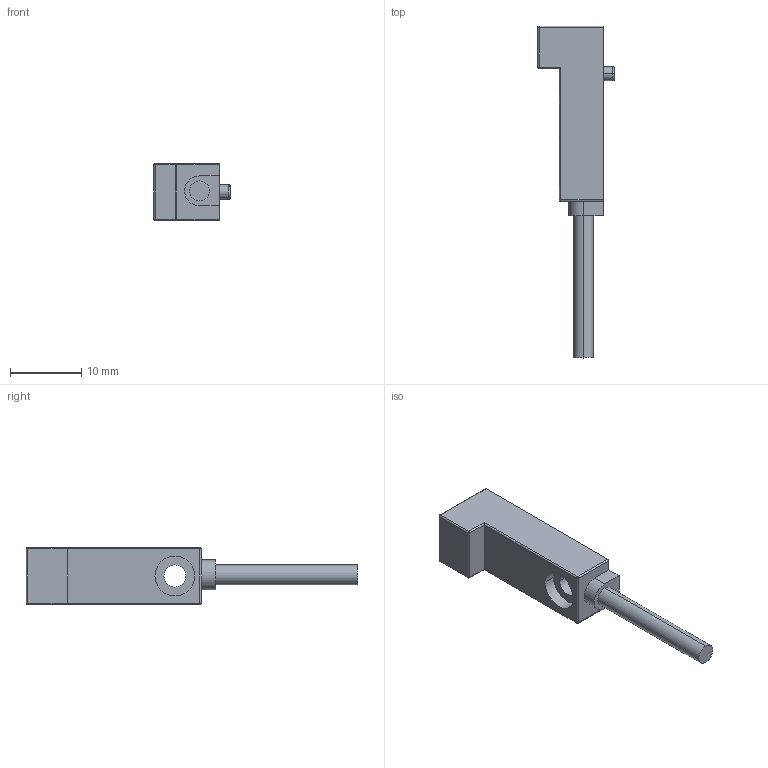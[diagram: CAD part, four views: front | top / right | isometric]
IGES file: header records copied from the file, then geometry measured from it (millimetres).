
Start section:  PTC IGES file: pr-08n.igs
Global section: file name: pr-08n.igs; native system: Creo Parametric by PTC Inc.; preprocessor: 2018400; author: Administrator; organization: Unknown; date: 20200518.160911; units: millimetre
Bounding box: 10.7 x 46.6 x 8 mm (x, y, z)
Surface area: 1158.2 mm2 (no closed solid volume)
Topology: 0 solids, 0 shells, 63 faces, 274 edges, 274 vertices
Faces by surface type: revolution 36, bspline 27
